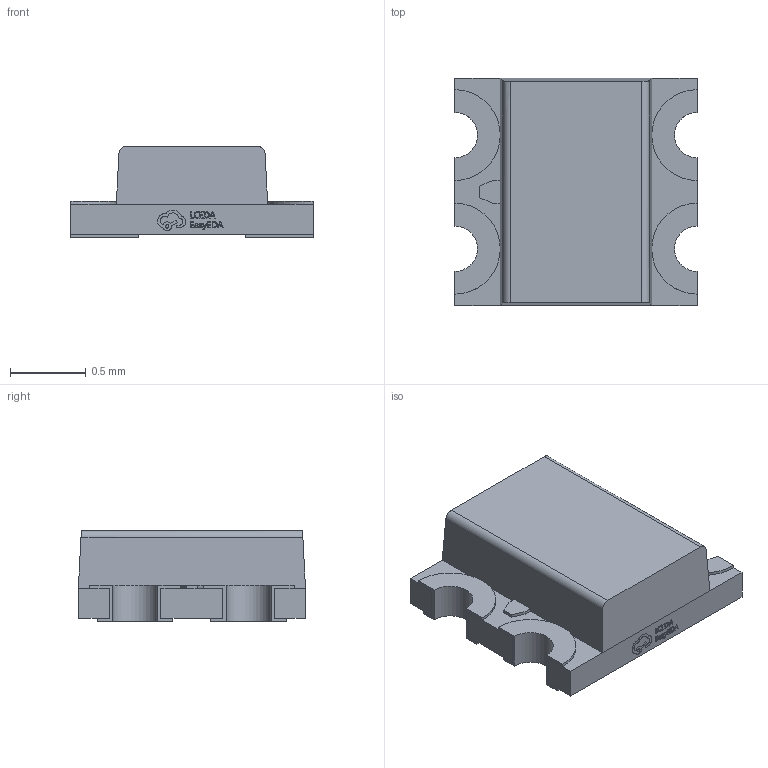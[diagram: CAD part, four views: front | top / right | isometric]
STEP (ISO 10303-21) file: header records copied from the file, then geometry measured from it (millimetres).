
FILE_DESCRIPTION (( 'STEP AP214' ), '1' );
FILE_NAME ('LED-ARRAY-SMD_4P-L1.6-W1.5-H0.6-BL-FD.step', '2024-07-03T02:42:11', ( '' ), ( '' ), 'SwSTEP 2.0', 'SolidWorks 2021', '' );
FILE_SCHEMA (( 'AUTOMOTIVE_DESIGN' ));
Length unit declared in the file: millimetre
Products named in the file (1): LED-ARRAY-SMD_4P-L1.6-W1.5-H0.6-BL-FD
Bounding box: 1.6 x 1.5 x 0.6 mm (x, y, z)
Volume: 1 mm3; surface area: 7.9 mm2
Topology: 1 solids, 1 shells, 293 faces, 806 edges, 534 vertices
Faces by surface type: plane 181, bspline 98, cylinder 14
Entity records: 12997 total; most frequent: CARTESIAN_POINT 2952, ORIENTED_EDGE 1612, DIRECTION 1022, EDGE_CURVE 806, VECTOR 574, LINE 574, VERTEX_POINT 534, EDGE_LOOP 312
